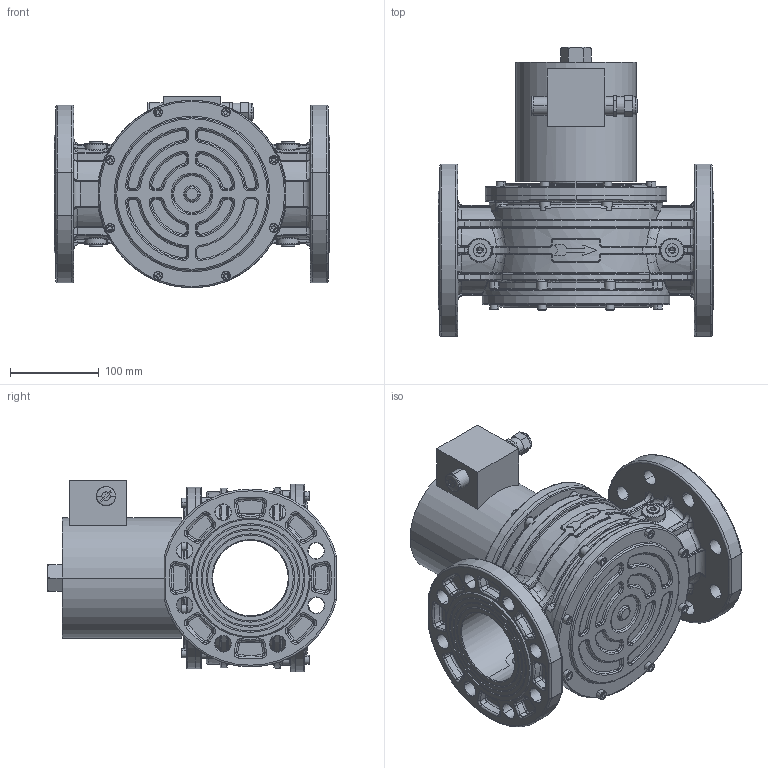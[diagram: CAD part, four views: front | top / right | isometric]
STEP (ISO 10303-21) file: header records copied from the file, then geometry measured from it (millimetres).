
FILE_DESCRIPTION((''),'2;1');
FILE_NAME('EV09_ASM','2014-02-11T',('Matteo Bolognesi'),(''),'PRO/ENGINEER BY PARAMETRIC TECHNOLOGY CORPORATION, 2012130','PRO/ENGINEER BY PARAMETRIC TECHNOLOGY CORPORATION, 2012130','');
FILE_SCHEMA(('CONFIG_CONTROL_DESIGN'));
Length unit declared in the file: millimetre
Products named in the file (9): CO-1314-R; FO-1100; FO-0870; GUAINA; VITIM6; TP-100; CELONIDEBODYDN80; NUT; EV09_ASM
Assembly tree (26 placements, depth 2):
  EV09_ASM
    CO-1314-R
    FO-1100
    FO-0870
    GUAINA
    VITIM6  x16
    TP-100  x4
    CELONIDEBODYDN80
    NUT
Bounding box: 310 x 325.3 x 215.5 mm (x, y, z)
Volume: 4469317.3 mm3; surface area: 697811.4 mm2
Topology: 26 solids, 43 shells, 3057 faces, 6938 edges, 4056 vertices
Faces by surface type: cylinder 943, plane 935, torus 622, bspline 427, cone 98, sphere 30, revolution 2
Entity records: 92165 total; most frequent: CARTESIAN_POINT 40064, DIRECTION 11380, ORIENTED_EDGE 10720, EDGE_CURVE 5394, AXIS2_PLACEMENT_3D 4917, VERTEX_POINT 3147, CIRCLE 2955, EDGE_LOOP 2523
